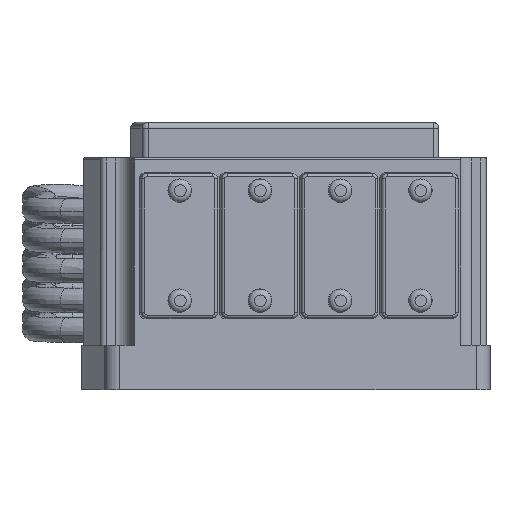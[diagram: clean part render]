
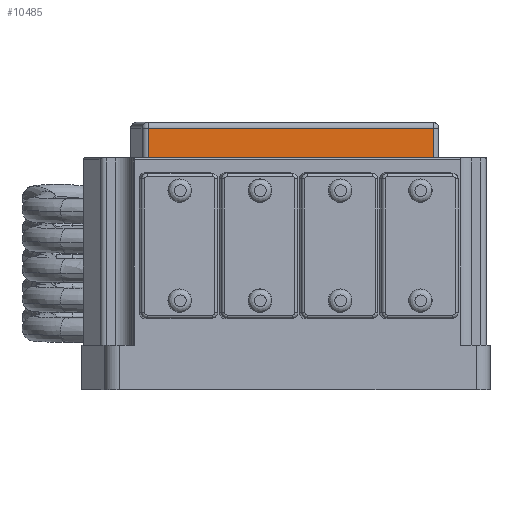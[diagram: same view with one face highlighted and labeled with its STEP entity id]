
A CAD part, left-side view. The second image highlights one B-rep face of the part: STEP entity #10485.
In plain terms, the highlighted face is planar.
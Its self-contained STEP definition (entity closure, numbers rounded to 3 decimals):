
#504=LINE('',#35047,#1285);
#505=LINE('',#35050,#1286);
#506=LINE('',#35052,#1287);
#507=LINE('',#35053,#1288);
#1285=VECTOR('',#13005,10.);
#1286=VECTOR('',#13008,96.);
#1287=VECTOR('',#13009,96.);
#1288=VECTOR('',#13010,10.);
#1979=PLANE('',#11324);
#2935=FACE_OUTER_BOUND('',#3619,.T.);
#3619=EDGE_LOOP('',(#8301,#8302,#8303,#8304));
#4832=VERTEX_POINT('',#35043);
#4833=VERTEX_POINT('',#35045);
#4834=VERTEX_POINT('',#35049);
#4835=VERTEX_POINT('',#35051);
#6087=EDGE_CURVE('',#4833,#4832,#504,.T.);
#6088=EDGE_CURVE('',#4832,#4834,#505,.T.);
#6089=EDGE_CURVE('',#4835,#4833,#506,.T.);
#6090=EDGE_CURVE('',#4835,#4834,#507,.T.);
#8301=ORIENTED_EDGE('',*,*,#6088,.F.);
#8302=ORIENTED_EDGE('',*,*,#6087,.F.);
#8303=ORIENTED_EDGE('',*,*,#6089,.F.);
#8304=ORIENTED_EDGE('',*,*,#6090,.T.);
#10485=ADVANCED_FACE('',(#2935),#1979,.T.);
#11324=AXIS2_PLACEMENT_3D('',#35048,#13006,#13007);
#13005=DIRECTION('',(0.,0.,1.));
#13006=DIRECTION('center_axis',(-1.,0.,0.));
#13007=DIRECTION('ref_axis',(0.,0.,1.));
#13008=DIRECTION('',(0.,-1.,0.));
#13009=DIRECTION('',(0.,1.,0.));
#13010=DIRECTION('',(0.,0.,1.));
#35043=CARTESIAN_POINT('',(-76.711,465.356,88.));
#35045=CARTESIAN_POINT('',(-76.711,465.356,78.));
#35047=CARTESIAN_POINT('',(-76.711,465.356,75.));
#35048=CARTESIAN_POINT('Origin',(-76.711,369.356,75.));
#35049=CARTESIAN_POINT('',(-76.711,369.356,88.));
#35050=CARTESIAN_POINT('',(-76.711,393.356,88.));
#35051=CARTESIAN_POINT('',(-76.711,369.356,78.));
#35052=CARTESIAN_POINT('',(-76.711,393.39,78.));
#35053=CARTESIAN_POINT('',(-76.711,369.356,75.));
